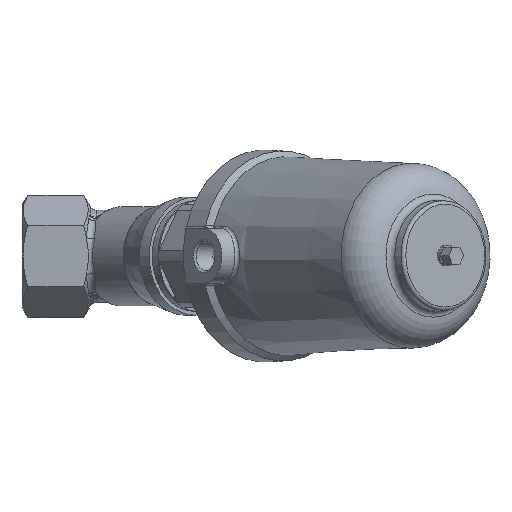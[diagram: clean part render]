
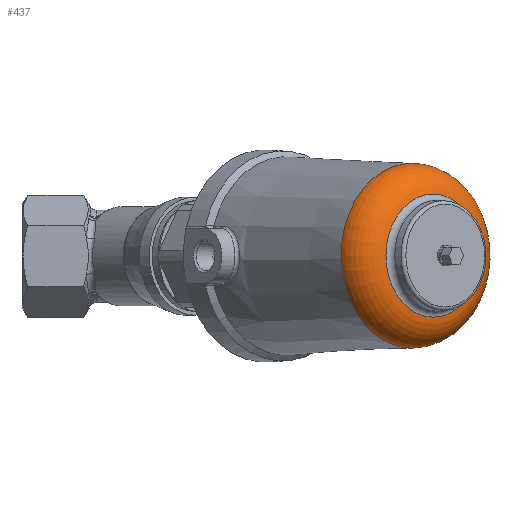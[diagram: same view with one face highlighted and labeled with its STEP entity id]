
A CAD part, top view. The second image highlights one B-rep face of the part: STEP entity #437.
In plain terms, the highlighted toroidal (fillet/blend) face has major radius 17.03 mm and minor radius 10 mm.
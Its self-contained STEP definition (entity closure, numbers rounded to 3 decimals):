
#437 = ADVANCED_FACE( '', ( #952, #953 ), #954, .T. );
#952 = FACE_OUTER_BOUND( '', #3868, .T. );
#953 = FACE_OUTER_BOUND( '', #3869, .T. );
#954 = TOROIDAL_SURFACE( '', #3870, 17.03, 10. );
#3868 = EDGE_LOOP( '', ( #9268 ) );
#3869 = EDGE_LOOP( '', ( #9269 ) );
#3870 = AXIS2_PLACEMENT_3D( '', #9270, #9271, #9272 );
#9268 = ORIENTED_EDGE( '', *, *, #10515, .F. );
#9269 = ORIENTED_EDGE( '', *, *, #10493, .T. );
#9270 = CARTESIAN_POINT( '', ( 0., 0., 69.043 ) );
#9271 = DIRECTION( '', ( 0., 0., 1. ) );
#9272 = DIRECTION( '', ( 1., 0., 0. ) );
#10493 = EDGE_CURVE( '', #11393, #11393, #11394, .T. );
#10515 = EDGE_CURVE( '', #11421, #11421, #11422, .T. );
#11393 = VERTEX_POINT( '', #14253 );
#11394 = CIRCLE( '', #14254, 27.024 );
#11421 = VERTEX_POINT( '', #14363 );
#11422 = CIRCLE( '', #14364, 17.994 );
#14253 = CARTESIAN_POINT( '', ( 27.024, 0., 69.389 ) );
#14254 = AXIS2_PLACEMENT_3D( '', #15741, #15742, #15743 );
#14363 = CARTESIAN_POINT( '', ( 17.994, 0., 78.997 ) );
#14364 = AXIS2_PLACEMENT_3D( '', #15764, #15765, #15766 );
#15741 = CARTESIAN_POINT( '', ( 0., 0., 69.389 ) );
#15742 = DIRECTION( '', ( 0., 0., 1. ) );
#15743 = DIRECTION( '', ( 1., 0., 0. ) );
#15764 = CARTESIAN_POINT( '', ( 0., 0., 78.997 ) );
#15765 = DIRECTION( '', ( 0., 0., 1. ) );
#15766 = DIRECTION( '', ( 1., 0., 0. ) );
